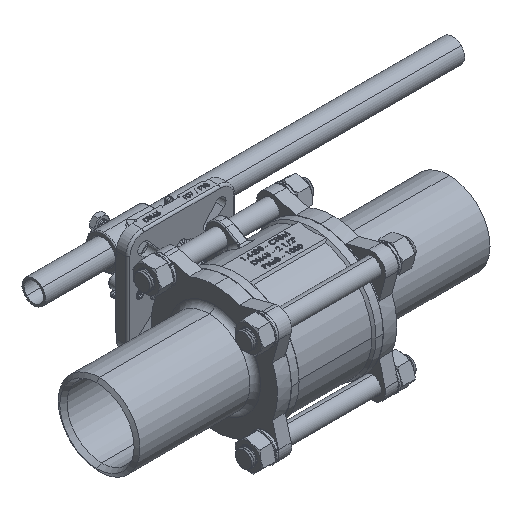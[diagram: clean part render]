
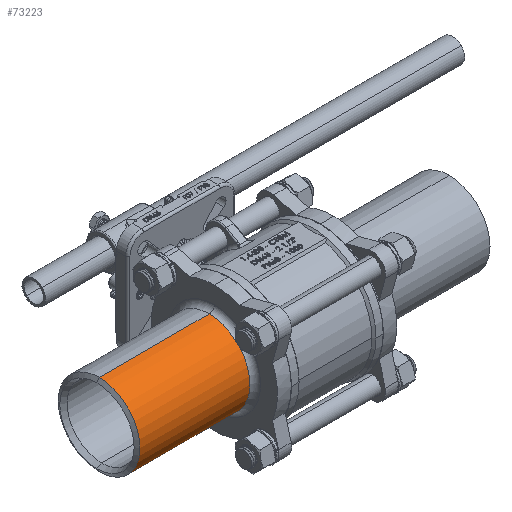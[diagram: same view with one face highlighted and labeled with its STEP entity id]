
A CAD part, isometric view. The second image highlights one B-rep face of the part: STEP entity #73223.
In plain terms, the highlighted cylindrical face has radius 38.5 mm (diameter 77 mm), a partial arc.
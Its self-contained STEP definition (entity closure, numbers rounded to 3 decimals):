
#3622 = VERTEX_POINT ( 'NONE', #73311 ) ;
#6296 = CARTESIAN_POINT ( 'NONE',  ( 0., 0., -5. ) ) ;
#10748 = AXIS2_PLACEMENT_3D ( 'NONE', #14194, #59289, #54037 ) ;
#12062 = DIRECTION ( 'NONE',  ( 1., 0., 0. ) ) ;
#14126 = VECTOR ( 'NONE', #71884, 1000. ) ;
#14194 = CARTESIAN_POINT ( 'NONE',  ( 0., 0., 0. ) ) ;
#15903 = LINE ( 'NONE', #32069, #14126 ) ;
#21827 = DIRECTION ( 'NONE',  ( 0., 0., 1. ) ) ;
#28937 = EDGE_LOOP ( 'NONE', ( #37988, #60233, #54245, #57706 ) ) ;
#29106 = EDGE_CURVE ( 'NONE', #69573, #40151, #58537, .T. ) ;
#31026 = CARTESIAN_POINT ( 'NONE',  ( 38.5, 0., 0. ) ) ;
#32069 = CARTESIAN_POINT ( 'NONE',  ( -38.5, 0., 0. ) ) ;
#32667 = CARTESIAN_POINT ( 'NONE',  ( 38.5, 0., -5. ) ) ;
#37988 = ORIENTED_EDGE ( 'NONE', *, *, #48409, .F. ) ;
#40151 = VERTEX_POINT ( 'NONE', #32667 ) ;
#46029 = CARTESIAN_POINT ( 'NONE',  ( 38.5, 0., -108.679 ) ) ;
#46188 = DIRECTION ( 'NONE',  ( 0., 0., -1. ) ) ;
#48409 = EDGE_CURVE ( 'NONE', #69309, #3622, #15903, .T. ) ;
#48819 = CARTESIAN_POINT ( 'NONE',  ( -38.5, 0., -108.679 ) ) ;
#54037 = DIRECTION ( 'NONE',  ( 1., 0., 0. ) ) ;
#54245 = ORIENTED_EDGE ( 'NONE', *, *, #29106, .T. ) ;
#54285 = FACE_OUTER_BOUND ( 'NONE', #28937, .T. ) ;
#55928 = CARTESIAN_POINT ( 'NONE',  ( 0., 0., -108.679 ) ) ;
#56716 = VECTOR ( 'NONE', #59382, 1000. ) ;
#57706 = ORIENTED_EDGE ( 'NONE', *, *, #72451, .T. ) ;
#58537 = LINE ( 'NONE', #31026, #56716 ) ;
#59289 = DIRECTION ( 'NONE',  ( 0., 0., 1. ) ) ;
#59382 = DIRECTION ( 'NONE',  ( 0., 0., 1. ) ) ;
#60233 = ORIENTED_EDGE ( 'NONE', *, *, #66015, .T. ) ;
#60854 = AXIS2_PLACEMENT_3D ( 'NONE', #6296, #46188, #12062 ) ;
#61709 = DIRECTION ( 'NONE',  ( 1., 0., 0. ) ) ;
#64965 = AXIS2_PLACEMENT_3D ( 'NONE', #55928, #21827, #61709 ) ;
#66015 = EDGE_CURVE ( 'NONE', #69309, #69573, #71970, .T. ) ;
#67725 = CYLINDRICAL_SURFACE ( 'NONE', #10748, 38.5 ) ;
#67796 = CIRCLE ( 'NONE', #60854, 38.5 ) ;
#69309 = VERTEX_POINT ( 'NONE', #48819 ) ;
#69573 = VERTEX_POINT ( 'NONE', #46029 ) ;
#71884 = DIRECTION ( 'NONE',  ( 0., 0., 1. ) ) ;
#71970 = CIRCLE ( 'NONE', #64965, 38.5 ) ;
#72451 = EDGE_CURVE ( 'NONE', #40151, #3622, #67796, .T. ) ;
#73223 = ADVANCED_FACE ( 'NONE', ( #54285 ), #67725, .T. ) ;
#73311 = CARTESIAN_POINT ( 'NONE',  ( -38.5, 0., -5. ) ) ;
